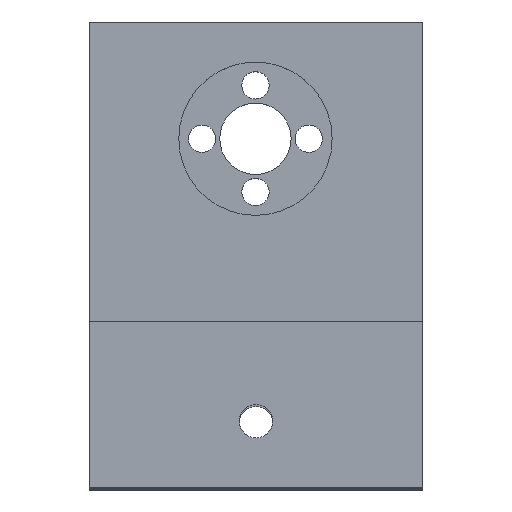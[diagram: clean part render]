
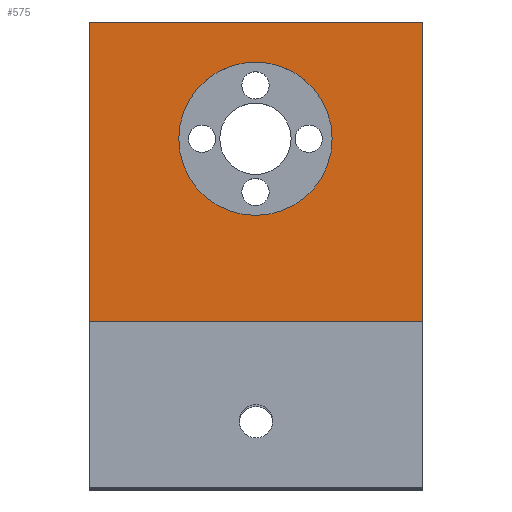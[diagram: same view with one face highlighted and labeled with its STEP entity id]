
A CAD part, top view. The second image highlights one B-rep face of the part: STEP entity #575.
In plain terms, the highlighted planar face has unit normal (0, 0, 1).
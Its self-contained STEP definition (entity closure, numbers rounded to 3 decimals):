
#36=FACE_BOUND('',#132,.T.);
#52=PLANE('',#644);
#81=FACE_OUTER_BOUND('',#131,.T.);
#131=EDGE_LOOP('',(#521,#522,#523,#524));
#132=EDGE_LOOP('',(#525));
#154=LINE('',#870,#203);
#168=LINE('',#898,#217);
#184=LINE('',#959,#233);
#185=LINE('',#960,#234);
#203=VECTOR('',#706,10.);
#217=VECTOR('',#724,10.);
#233=VECTOR('',#802,10.);
#234=VECTOR('',#803,10.);
#254=CIRCLE('',#630,11.5);
#283=VERTEX_POINT('',#867);
#284=VERTEX_POINT('',#869);
#295=VERTEX_POINT('',#895);
#296=VERTEX_POINT('',#897);
#304=VERTEX_POINT('',#930);
#340=EDGE_CURVE('',#283,#284,#154,.T.);
#354=EDGE_CURVE('',#296,#295,#168,.T.);
#370=EDGE_CURVE('',#304,#304,#254,.T.);
#384=EDGE_CURVE('',#296,#283,#184,.T.);
#385=EDGE_CURVE('',#284,#295,#185,.T.);
#521=ORIENTED_EDGE('',*,*,#384,.F.);
#522=ORIENTED_EDGE('',*,*,#354,.T.);
#523=ORIENTED_EDGE('',*,*,#385,.F.);
#524=ORIENTED_EDGE('',*,*,#340,.F.);
#525=ORIENTED_EDGE('',*,*,#370,.T.);
#575=ADVANCED_FACE('',(#81,#36),#52,.T.);
#630=AXIS2_PLACEMENT_3D('',#931,#765,#766);
#644=AXIS2_PLACEMENT_3D('',#958,#800,#801);
#706=DIRECTION('',(0.,1.,0.));
#724=DIRECTION('',(0.,1.,0.));
#765=DIRECTION('center_axis',(0.,0.,-1.));
#766=DIRECTION('ref_axis',(1.,0.,0.));
#800=DIRECTION('center_axis',(0.,0.,1.));
#801=DIRECTION('ref_axis',(1.,0.,0.));
#802=DIRECTION('',(-1.,0.,0.));
#803=DIRECTION('',(1.,0.,0.));
#867=CARTESIAN_POINT('',(5.08,0.,94.687));
#869=CARTESIAN_POINT('',(5.08,45.,94.687));
#870=CARTESIAN_POINT('',(5.08,0.,94.687));
#895=CARTESIAN_POINT('',(55.08,45.,94.687));
#897=CARTESIAN_POINT('',(55.08,0.,94.687));
#898=CARTESIAN_POINT('',(55.08,0.,94.687));
#930=CARTESIAN_POINT('',(18.5,27.5,94.687));
#931=CARTESIAN_POINT('Origin',(30.,27.5,94.687));
#958=CARTESIAN_POINT('Origin',(5.08,0.,94.687));
#959=CARTESIAN_POINT('',(17.58,0.,94.687));
#960=CARTESIAN_POINT('',(5.08,45.,94.687));
